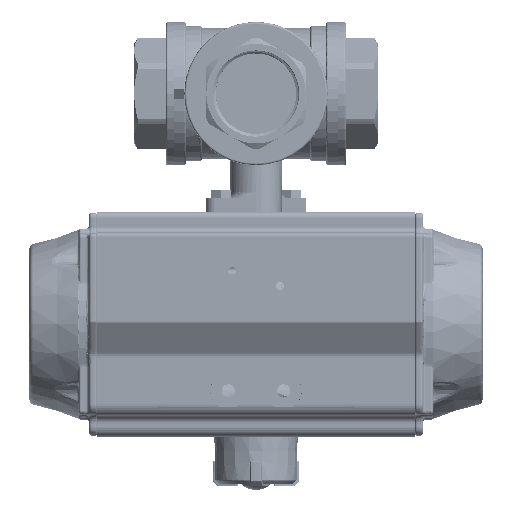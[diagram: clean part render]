
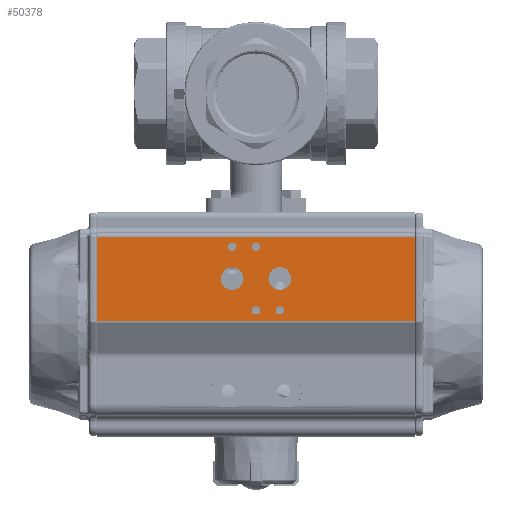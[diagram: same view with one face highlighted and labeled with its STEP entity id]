
A CAD part, front view. The second image highlights one B-rep face of the part: STEP entity #50378.
In plain terms, the highlighted face is planar.
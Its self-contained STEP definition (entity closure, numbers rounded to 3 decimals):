
#1995=PLANE('',#54118);
#4879=LINE('',#93894,#8259);
#4893=LINE('',#93958,#8273);
#4909=LINE('',#94024,#8289);
#4910=LINE('',#94025,#8290);
#8259=VECTOR('',#62038,1000.);
#8273=VECTOR('',#62094,1000.);
#8289=VECTOR('',#62148,1000.);
#8290=VECTOR('',#62149,1000.);
#17278=ORIENTED_EDGE('',*,*,#29804,.F.);
#17279=ORIENTED_EDGE('',*,*,#29837,.T.);
#17280=ORIENTED_EDGE('',*,*,#29774,.T.);
#17281=ORIENTED_EDGE('',*,*,#29838,.T.);
#17282=ORIENTED_EDGE('',*,*,#29722,.T.);
#17283=ORIENTED_EDGE('',*,*,#29704,.T.);
#17284=ORIENTED_EDGE('',*,*,#29724,.T.);
#17285=ORIENTED_EDGE('',*,*,#29726,.T.);
#17286=ORIENTED_EDGE('',*,*,#29728,.T.);
#17287=ORIENTED_EDGE('',*,*,#29730,.T.);
#29704=EDGE_CURVE('',#36538,#36538,#40120,.T.);
#29722=EDGE_CURVE('',#36559,#36559,#40138,.T.);
#29724=EDGE_CURVE('',#36561,#36561,#40140,.T.);
#29726=EDGE_CURVE('',#36563,#36563,#40142,.T.);
#29728=EDGE_CURVE('',#36565,#36565,#40144,.T.);
#29730=EDGE_CURVE('',#36567,#36567,#40146,.T.);
#29774=EDGE_CURVE('',#36614,#36612,#4879,.T.);
#29804=EDGE_CURVE('',#36643,#36644,#4893,.T.);
#29837=EDGE_CURVE('',#36643,#36614,#4909,.T.);
#29838=EDGE_CURVE('',#36612,#36644,#4910,.T.);
#36538=VERTEX_POINT('',#93689);
#36559=VERTEX_POINT('',#93741);
#36561=VERTEX_POINT('',#93746);
#36563=VERTEX_POINT('',#93751);
#36565=VERTEX_POINT('',#93756);
#36567=VERTEX_POINT('',#93761);
#36612=VERTEX_POINT('',#93892);
#36614=VERTEX_POINT('',#93895);
#36643=VERTEX_POINT('',#93959);
#36644=VERTEX_POINT('',#93960);
#40120=CIRCLE('',#53965,5.723);
#40138=CIRCLE('',#53996,5.723);
#40140=CIRCLE('',#53999,2.067);
#40142=CIRCLE('',#54002,2.067);
#40144=CIRCLE('',#54005,2.067);
#40146=CIRCLE('',#54008,2.067);
#42984=EDGE_LOOP('',(#17278,#17279,#17280,#17281));
#42985=EDGE_LOOP('',(#17282));
#42986=EDGE_LOOP('',(#17283));
#42987=EDGE_LOOP('',(#17284));
#42988=EDGE_LOOP('',(#17285));
#42989=EDGE_LOOP('',(#17286));
#42990=EDGE_LOOP('',(#17287));
#46507=FACE_BOUND('',#42984,.T.);
#46508=FACE_BOUND('',#42985,.T.);
#46509=FACE_BOUND('',#42986,.T.);
#46510=FACE_BOUND('',#42987,.T.);
#46511=FACE_BOUND('',#42988,.T.);
#46512=FACE_BOUND('',#42989,.T.);
#46513=FACE_BOUND('',#42990,.T.);
#50378=ADVANCED_FACE('',(#46507,#46508,#46509,#46510,#46511,#46512,#46513),
#1995,.T.);
#53965=AXIS2_PLACEMENT_3D('',#93688,#61810,#61811);
#53996=AXIS2_PLACEMENT_3D('',#93740,#61872,#61873);
#53999=AXIS2_PLACEMENT_3D('',#93745,#61878,#61879);
#54002=AXIS2_PLACEMENT_3D('',#93750,#61884,#61885);
#54005=AXIS2_PLACEMENT_3D('',#93755,#61890,#61891);
#54008=AXIS2_PLACEMENT_3D('',#93760,#61896,#61897);
#54118=AXIS2_PLACEMENT_3D('',#94023,#62146,#62147);
#61810=DIRECTION('',(-1.,0.,0.));
#61811=DIRECTION('',(0.,0.,-1.));
#61872=DIRECTION('',(-1.,0.,0.));
#61873=DIRECTION('',(0.,0.,-1.));
#61878=DIRECTION('',(-1.,0.,0.));
#61879=DIRECTION('',(0.,0.,-1.));
#61884=DIRECTION('',(-1.,0.,0.));
#61885=DIRECTION('',(0.,0.,-1.));
#61890=DIRECTION('',(-1.,0.,0.));
#61891=DIRECTION('',(0.,0.,-1.));
#61896=DIRECTION('',(-1.,0.,0.));
#61897=DIRECTION('',(0.,0.,-1.));
#62038=DIRECTION('',(0.,1.,0.));
#62094=DIRECTION('',(0.,1.,0.));
#62146=DIRECTION('',(1.,0.,0.));
#62147=DIRECTION('',(0.,1.,0.));
#62148=DIRECTION('',(0.,0.,-1.));
#62149=DIRECTION('',(0.,0.,1.));
#93688=CARTESIAN_POINT('',(56.5,-23.,92.));
#93689=CARTESIAN_POINT('',(56.5,-23.,86.278));
#93740=CARTESIAN_POINT('',(56.5,-23.,68.));
#93741=CARTESIAN_POINT('',(56.5,-23.,62.278));
#93745=CARTESIAN_POINT('',(56.5,-7.,92.));
#93746=CARTESIAN_POINT('',(56.5,-7.,89.933));
#93750=CARTESIAN_POINT('',(56.5,-39.,68.));
#93751=CARTESIAN_POINT('',(56.5,-39.,65.933));
#93755=CARTESIAN_POINT('',(56.5,-39.,80.));
#93756=CARTESIAN_POINT('',(56.5,-39.,77.933));
#93760=CARTESIAN_POINT('',(56.5,-7.,80.));
#93761=CARTESIAN_POINT('',(56.5,-7.,77.933));
#93892=CARTESIAN_POINT('',(56.5,-1.67,0.));
#93894=CARTESIAN_POINT('',(56.5,-2.866,0.));
#93895=CARTESIAN_POINT('',(56.5,-44.,0.));
#93958=CARTESIAN_POINT('',(56.5,-2.866,160.));
#93959=CARTESIAN_POINT('',(56.5,-44.,160.));
#93960=CARTESIAN_POINT('',(56.5,-1.67,160.));
#94023=CARTESIAN_POINT('',(56.5,-44.,0.));
#94024=CARTESIAN_POINT('',(56.5,-44.,0.));
#94025=CARTESIAN_POINT('',(56.5,-1.67,0.));
